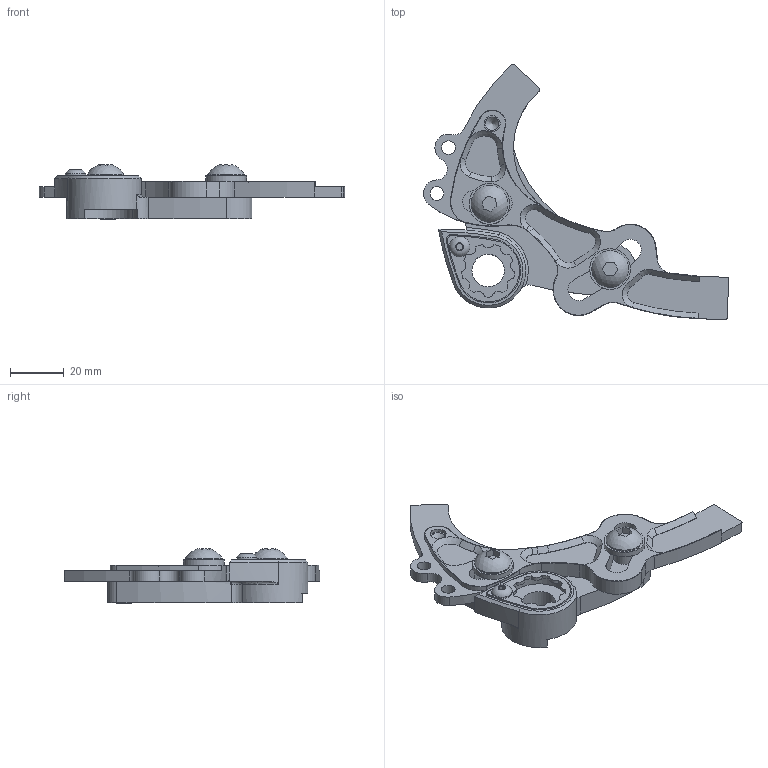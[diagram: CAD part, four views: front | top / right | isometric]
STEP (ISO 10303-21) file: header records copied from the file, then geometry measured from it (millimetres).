
FILE_DESCRIPTION (( 'STEP AP214' ), '1' );
FILE_NAME ('DR4031.STEP', '2013-09-13T21:55:44', ( '' ), ( '' ), 'SwSTEP 2.0', 'SolidWorks 2012', '' );
FILE_SCHEMA (( 'AUTOMOTIVE_DESIGN' ));
Length unit declared in the file: inch
Products named in the file (8): DS0035R; DR4031; MS2014_92095A189; MS1010; MS2015; MS1014; ROCKER_PIN
Assembly tree (9 placements, depth 2):
  DR4031
    ROCKER_PIN
    MS1014  x2
    MS2015  x2
    MS1010
    MS2014_92095A189
    DR4031
    DS0035R
Bounding box: 114.15 x 95.51 x 20.21 mm (x, y, z)
Volume: 34120.3 mm3; surface area: 21914.9 mm2
Topology: 9 solids, 9 shells, 253 faces, 628 edges, 401 vertices
Faces by surface type: cylinder 127, plane 65, cone 31, bspline 20, torus 8, sphere 2
Full cylindrical faces by diameter (mm): 3.302 x1, 4.254 x1, 5.08 x2, 5.994 x2, 6.35 x1, 7.6 x1, 8 x2, 8.001 x2, 8.3 x2, 12.125 x1, 13.7 x2, 15.24 x2, 22 x1
Entity records: 8974 total; most frequent: CARTESIAN_POINT 2980, DIRECTION 1268, ORIENTED_EDGE 1124, EDGE_CURVE 562, AXIS2_PLACEMENT_3D 541, VERTEX_POINT 367, CIRCLE 312, EDGE_LOOP 289
